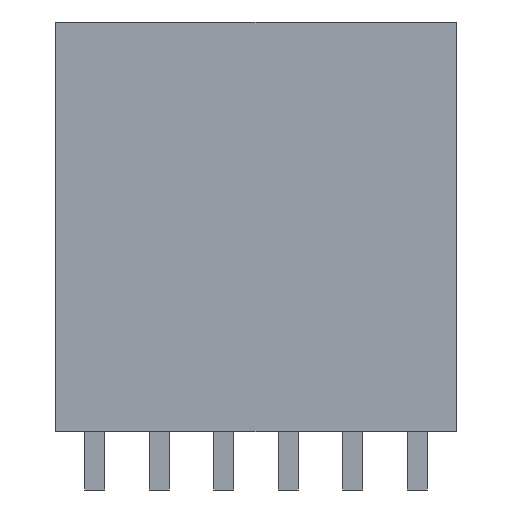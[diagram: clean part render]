
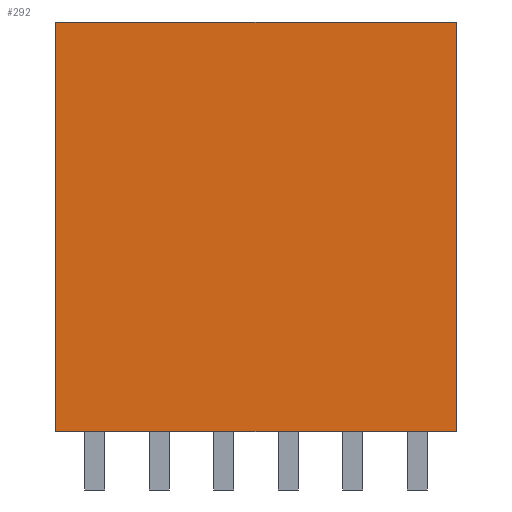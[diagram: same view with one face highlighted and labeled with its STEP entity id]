
A CAD part, left-side view. The second image highlights one B-rep face of the part: STEP entity #292.
In plain terms, the highlighted planar face has unit normal (-1, 0, 0).
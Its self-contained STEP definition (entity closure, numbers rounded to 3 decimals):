
#22 = VERTEX_POINT('',#23);
#23 = CARTESIAN_POINT('',(-1.207,1.524,16.129));
#31 = EDGE_CURVE('',#32,#22,#34,.T.);
#32 = VERTEX_POINT('',#33);
#33 = CARTESIAN_POINT('',(-1.207,-14.224,16.129));
#34 = LINE('',#35,#36);
#35 = CARTESIAN_POINT('',(-1.207,-14.224,16.129));
#36 = VECTOR('',#37,1.);
#37 = DIRECTION('',(0.,1.,0.));
#265 = EDGE_CURVE('',#266,#22,#268,.T.);
#266 = VERTEX_POINT('',#267);
#267 = CARTESIAN_POINT('',(-1.207,1.524,0.));
#268 = LINE('',#269,#270);
#269 = CARTESIAN_POINT('',(-1.207,1.524,0.));
#270 = VECTOR('',#271,1.);
#271 = DIRECTION('',(0.,0.,1.));
#292 = ADVANCED_FACE('',(#293),#311,.T.);
#293 = FACE_BOUND('',#294,.T.);
#294 = EDGE_LOOP('',(#295,#303,#304,#305));
#295 = ORIENTED_EDGE('',*,*,#296,.T.);
#296 = EDGE_CURVE('',#297,#32,#299,.T.);
#297 = VERTEX_POINT('',#298);
#298 = CARTESIAN_POINT('',(-1.207,-14.224,0.));
#299 = LINE('',#300,#301);
#300 = CARTESIAN_POINT('',(-1.207,-14.224,0.));
#301 = VECTOR('',#302,1.);
#302 = DIRECTION('',(0.,0.,1.));
#303 = ORIENTED_EDGE('',*,*,#31,.T.);
#304 = ORIENTED_EDGE('',*,*,#265,.F.);
#305 = ORIENTED_EDGE('',*,*,#306,.F.);
#306 = EDGE_CURVE('',#297,#266,#307,.T.);
#307 = LINE('',#308,#309);
#308 = CARTESIAN_POINT('',(-1.207,-14.224,0.));
#309 = VECTOR('',#310,1.);
#310 = DIRECTION('',(0.,1.,0.));
#311 = PLANE('',#312);
#312 = AXIS2_PLACEMENT_3D('',#313,#314,#315);
#313 = CARTESIAN_POINT('',(-1.207,-14.224,0.));
#314 = DIRECTION('',(-1.,0.,0.));
#315 = DIRECTION('',(0.,1.,0.));
